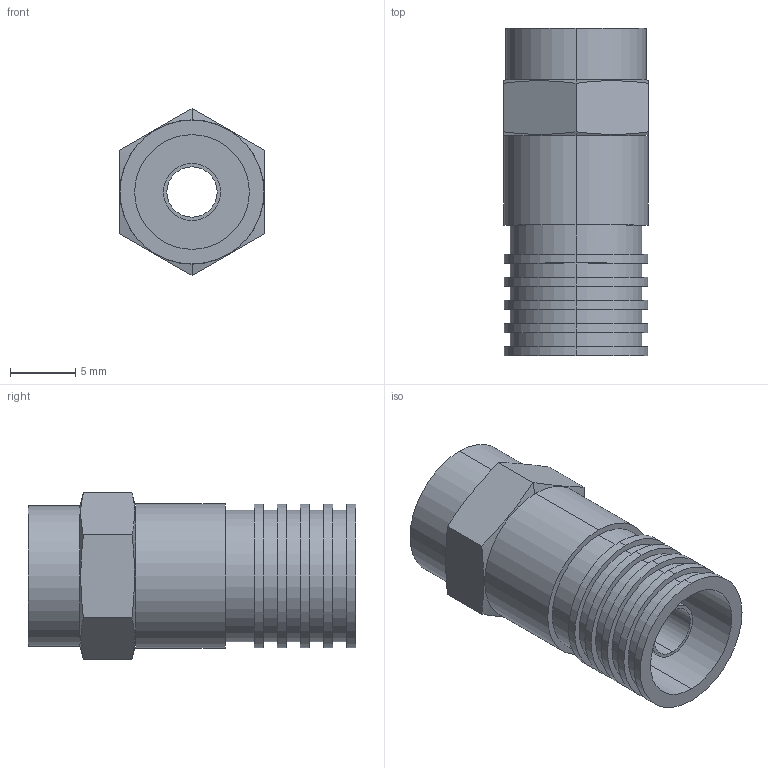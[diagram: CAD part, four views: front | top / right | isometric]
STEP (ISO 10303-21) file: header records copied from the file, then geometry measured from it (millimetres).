
FILE_DESCRIPTION (( 'STEP AP203' ), '1' );
FILE_NAME ('BAC530.STEP', '2010-11-04T14:10:53', ( 'x' ), ( 'Microsoft' ), 'SwSTEP 2.0', 'SolidWorks 2010', '' );
FILE_SCHEMA (( 'CONFIG_CONTROL_DESIGN' ));
Length unit declared in the file: inch
Products named in the file (1): BAC530
Bounding box: 11.1 x 25.15 x 12.82 mm (x, y, z)
Volume: 1455.7 mm3; surface area: 1908.6 mm2
Topology: 1 solids, 1 shells, 59 faces, 122 edges, 80 vertices
Faces by surface type: cylinder 32, plane 23, cone 4
Entity records: 1711 total; most frequent: CARTESIAN_POINT 322, DIRECTION 298, ORIENTED_EDGE 244, AXIS2_PLACEMENT_3D 128, EDGE_CURVE 122, VERTEX_POINT 80, EDGE_LOOP 76, CIRCLE 68
